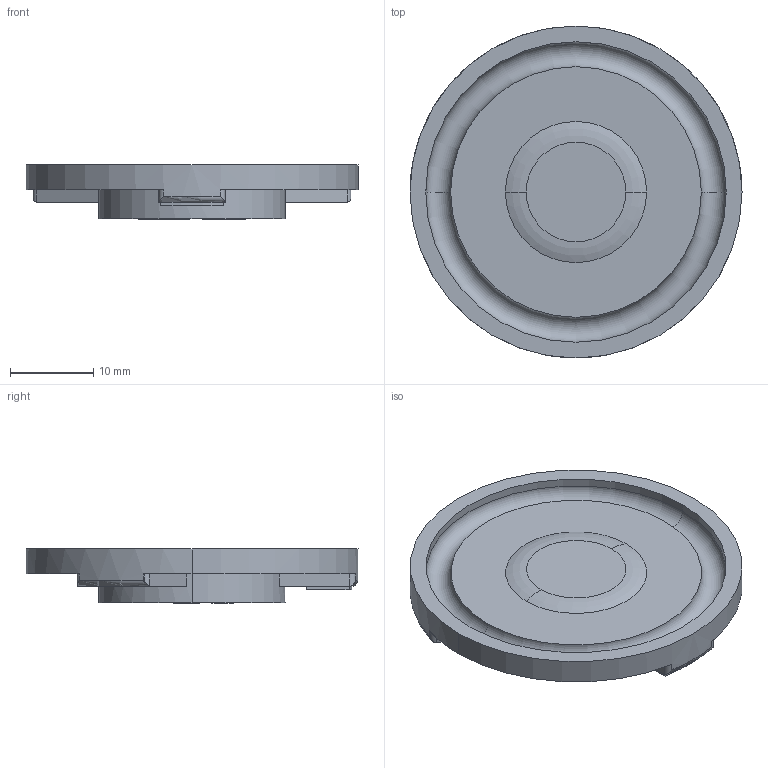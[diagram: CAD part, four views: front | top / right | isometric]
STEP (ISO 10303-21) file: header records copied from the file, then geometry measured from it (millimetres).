
FILE_DESCRIPTION (( 'STEP AP214' ), '1' );
FILE_NAME ('Speaker_D40x6.5.STEP', '2023-05-13T17:19:40', ( 'Elessar' ), ( '' ), 'SwSTEP 2.0', 'SolidWorks 2018', '' );
FILE_SCHEMA (( 'AUTOMOTIVE_DESIGN' ));
Length unit declared in the file: millimetre
Products named in the file (1): Speaker_D40x6.5
Bounding box: 40 x 40 x 6.51 mm (x, y, z)
Volume: 3466.9 mm3; surface area: 4459.9 mm2
Topology: 1 solids, 1 shells, 145 faces, 394 edges, 258 vertices
Faces by surface type: plane 84, bspline 33, cylinder 17, torus 9, cone 2
Entity records: 7292 total; most frequent: CARTESIAN_POINT 2548, ORIENTED_EDGE 788, DIRECTION 606, EDGE_CURVE 394, VERTEX_POINT 258, LINE 250, VECTOR 250, AXIS2_PLACEMENT_3D 178
